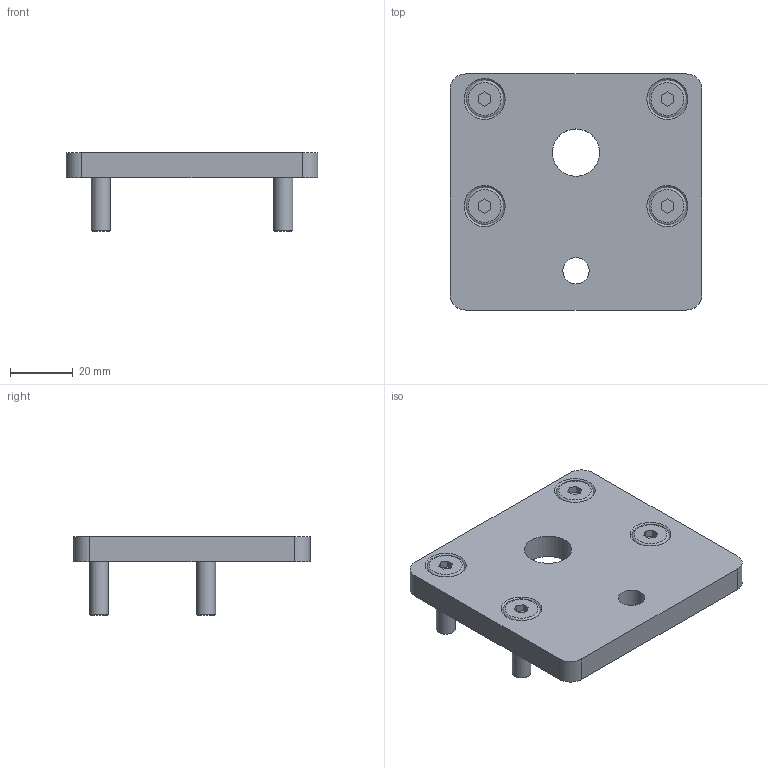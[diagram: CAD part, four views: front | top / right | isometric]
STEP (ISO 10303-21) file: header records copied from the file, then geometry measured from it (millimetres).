
FILE_DESCRIPTION(/* description */ ('Unknown'),/* implementation_level */ '2;1');
FILE_NAME(/* name */ '127.00078_02-STEP',/* time_stamp */ '2020-09-08T12:05:41+02:00',/* author */ ('Unknown'),/* organization */ ('Unknown'),/* preprocessor_version */ 'ST-DEVELOPER v16.7',/* originating_system */ 'DEX',/* authorisation */ $);
FILE_SCHEMA (('AUTOMOTIVE_DESIGN {1 0 10303 214 3 1 1}'));
Length unit declared in the file: millimetre
Products named in the file (3): 127.00078; 127.00139; 142.00135
Assembly tree (5 placements, depth 2):
  127.00078
    127.00139
    142.00135  x4
Bounding box: 80 x 75 x 25 mm (x, y, z)
Volume: 47696.2 mm3; surface area: 17609.8 mm2
Topology: 5 solids, 5 shells, 72 faces, 159 edges, 101 vertices
Faces by surface type: plane 42, cylinder 14, cone 12, torus 4
Full cylindrical faces by diameter (mm): 6 x4, 7 x4, 8.376 x1, 15 x1
Entity records: 1215 total; most frequent: DIRECTION 170, CARTESIAN_POINT 151, ORIENTED_EDGE 126, AXIS2_PLACEMENT_3D 68, EDGE_CURVE 63, EDGE_LOOP 60, FACE_BOUND 60, VERTEX_POINT 49
